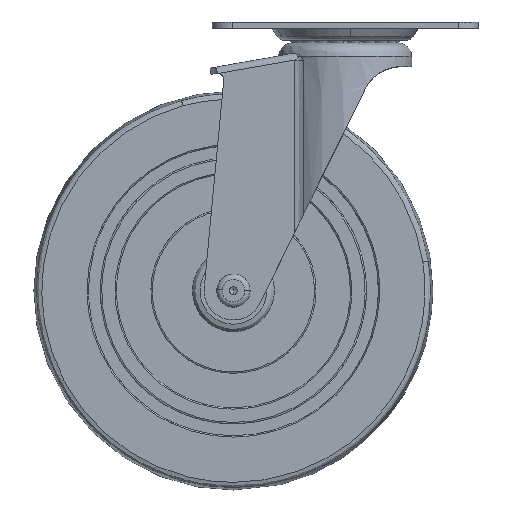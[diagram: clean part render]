
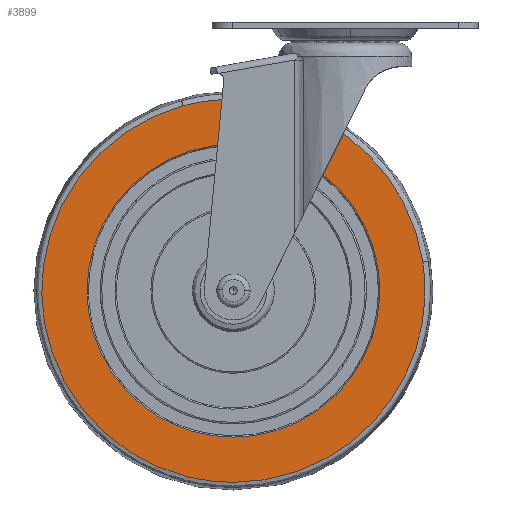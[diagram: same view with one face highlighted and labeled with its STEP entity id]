
A CAD part, front view. The second image highlights one B-rep face of the part: STEP entity #3899.
In plain terms, the highlighted free-form (B-spline) face has degree [1, 1] with [2, 2] control points.
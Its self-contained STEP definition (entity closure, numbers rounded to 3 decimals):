
#1563=CARTESIAN_POINT('',(52.137,-13.5,-17.515));
#1564=VERTEX_POINT('',#1563);
#1565=CARTESIAN_POINT('',(0.0,-13.5,55.));
#1566=VERTEX_POINT('',#1565);
#1567=CARTESIAN_POINT('',(52.137,-13.5,-17.515));
#1568=CARTESIAN_POINT('',(55.,-13.5,-8.992));
#1569=CARTESIAN_POINT('',(55.,-13.5,0.));
#1570=CARTESIAN_POINT('',(55.,-13.5,55.));
#1571=CARTESIAN_POINT('',(0.0,-13.5,55.));
#1579=(BOUNDED_CURVE()B_SPLINE_CURVE(2,(#1567,#1568,#1569,#1570,#1571),.UNSPECIFIED.,.F.,.U.)B_SPLINE_CURVE_WITH_KNOTS((3,2,3),(0.196,0.25,0.5),.UNSPECIFIED.)CURVE()GEOMETRIC_REPRESENTATION_ITEM()RATIONAL_B_SPLINE_CURVE((0.901,0.937,1.0,0.707,1.0))REPRESENTATION_ITEM(''));
#1580=EDGE_CURVE('',#1564,#1566,#1579,.T.);
#1582=CARTESIAN_POINT('',(-23.418,-13.5,-49.765));
#1583=VERTEX_POINT('',#1582);
#1584=CARTESIAN_POINT('',(0.0,-13.5,55.));
#1585=CARTESIAN_POINT('',(-55.,-13.5,55.));
#1586=CARTESIAN_POINT('',(-55.,-13.5,0.));
#1587=CARTESIAN_POINT('',(-55.,-13.5,-34.904));
#1588=CARTESIAN_POINT('',(-23.418,-13.5,-49.765));
#1596=(BOUNDED_CURVE()B_SPLINE_CURVE(2,(#1584,#1585,#1586,#1587,#1588),.UNSPECIFIED.,.F.,.U.)B_SPLINE_CURVE_WITH_KNOTS((3,2,3),(0.5,0.75,0.928),.UNSPECIFIED.)CURVE()GEOMETRIC_REPRESENTATION_ITEM()RATIONAL_B_SPLINE_CURVE((1.0,0.707,1.0,0.792,0.88))REPRESENTATION_ITEM(''));
#1597=EDGE_CURVE('',#1566,#1583,#1596,.T.);
#1669=CARTESIAN_POINT('',(0.0,-13.5,-55.));
#1670=VERTEX_POINT('',#1669);
#1671=CARTESIAN_POINT('',(0.0,-13.5,-55.));
#1672=CARTESIAN_POINT('',(39.544,-13.5,-55.));
#1673=CARTESIAN_POINT('',(52.137,-13.5,-17.515));
#1681=(BOUNDED_CURVE()B_SPLINE_CURVE(2,(#1671,#1672,#1673),.UNSPECIFIED.,.F.,.U.)B_SPLINE_CURVE_WITH_KNOTS((3,3),(0.0,0.196),.UNSPECIFIED.)CURVE()GEOMETRIC_REPRESENTATION_ITEM()RATIONAL_B_SPLINE_CURVE((1.0,0.771,0.901))REPRESENTATION_ITEM(''));
#1682=EDGE_CURVE('',#1670,#1564,#1681,.T.);
#1688=CARTESIAN_POINT('',(-23.418,-13.5,-49.765));
#1689=CARTESIAN_POINT('',(-12.294,-13.5,-55.));
#1690=CARTESIAN_POINT('',(0.0,-13.5,-55.));
#1698=(BOUNDED_CURVE()B_SPLINE_CURVE(2,(#1688,#1689,#1690),.UNSPECIFIED.,.F.,.U.)B_SPLINE_CURVE_WITH_KNOTS((3,3),(0.928,1.0),.UNSPECIFIED.)CURVE()GEOMETRIC_REPRESENTATION_ITEM()RATIONAL_B_SPLINE_CURVE((0.88,0.915,1.0))REPRESENTATION_ITEM(''));
#1699=EDGE_CURVE('',#1583,#1670,#1698,.T.);
#3586=CARTESIAN_POINT('',(-18.968,-13.5,69.478));
#3587=VERTEX_POINT('',#3586);
#3588=CARTESIAN_POINT('',(0.0,-13.5,-72.021));
#3589=VERTEX_POINT('',#3588);
#3590=CARTESIAN_POINT('',(-18.968,-13.5,69.478));
#3591=CARTESIAN_POINT('',(-72.021,-13.5,54.994));
#3592=CARTESIAN_POINT('',(-72.021,-13.5,0.));
#3593=CARTESIAN_POINT('',(-72.021,-13.5,-72.021));
#3594=CARTESIAN_POINT('',(0.0,-13.5,-72.021));
#3602=(BOUNDED_CURVE()B_SPLINE_CURVE(2,(#3590,#3591,#3592,#3593,#3594),.UNSPECIFIED.,.F.,.U.)B_SPLINE_CURVE_WITH_KNOTS((3,2,3),(0.545,0.75,1.0),.UNSPECIFIED.)CURVE()GEOMETRIC_REPRESENTATION_ITEM()RATIONAL_B_SPLINE_CURVE((0.914,0.76,1.0,0.707,1.0))REPRESENTATION_ITEM(''));
#3603=EDGE_CURVE('',#3587,#3589,#3602,.T.);
#3669=CARTESIAN_POINT('',(71.203,-13.5,10.819));
#3670=VERTEX_POINT('',#3669);
#3684=CARTESIAN_POINT('',(0.0,-13.5,-72.021));
#3685=CARTESIAN_POINT('',(72.021,-13.5,-72.021));
#3686=CARTESIAN_POINT('',(72.021,-13.5,0.));
#3687=CARTESIAN_POINT('',(72.021,-13.5,5.441));
#3688=CARTESIAN_POINT('',(71.203,-13.5,10.819));
#3696=(BOUNDED_CURVE()B_SPLINE_CURVE(2,(#3684,#3685,#3686,#3687,#3688),.UNSPECIFIED.,.F.,.U.)B_SPLINE_CURVE_WITH_KNOTS((3,2,3),(0.0,0.25,0.276),.UNSPECIFIED.)CURVE()GEOMETRIC_REPRESENTATION_ITEM()RATIONAL_B_SPLINE_CURVE((1.0,0.707,1.0,0.97,0.946))REPRESENTATION_ITEM(''));
#3697=EDGE_CURVE('',#3589,#3670,#3696,.T.);
#3725=CARTESIAN_POINT('',(0.0,-13.5,72.021));
#3726=VERTEX_POINT('',#3725);
#3727=CARTESIAN_POINT('',(0.0,-13.5,72.021));
#3728=CARTESIAN_POINT('',(-9.655,-13.5,72.021));
#3729=CARTESIAN_POINT('',(-18.968,-13.5,69.478));
#3737=(BOUNDED_CURVE()B_SPLINE_CURVE(2,(#3727,#3728,#3729),.UNSPECIFIED.,.F.,.U.)B_SPLINE_CURVE_WITH_KNOTS((3,3),(0.5,0.545),.UNSPECIFIED.)CURVE()GEOMETRIC_REPRESENTATION_ITEM()RATIONAL_B_SPLINE_CURVE((1.0,0.947,0.914))REPRESENTATION_ITEM(''));
#3738=EDGE_CURVE('',#3726,#3587,#3737,.T.);
#3740=CARTESIAN_POINT('',(71.203,-13.5,10.819));
#3741=CARTESIAN_POINT('',(61.904,-13.5,72.021));
#3742=CARTESIAN_POINT('',(0.0,-13.5,72.021));
#3750=(BOUNDED_CURVE()B_SPLINE_CURVE(2,(#3740,#3741,#3742),.UNSPECIFIED.,.F.,.U.)B_SPLINE_CURVE_WITH_KNOTS((3,3),(0.276,0.5),.UNSPECIFIED.)CURVE()GEOMETRIC_REPRESENTATION_ITEM()RATIONAL_B_SPLINE_CURVE((0.946,0.737,1.0))REPRESENTATION_ITEM(''));
#3751=EDGE_CURVE('',#3670,#3726,#3750,.T.);
#3882=CARTESIAN_POINT('',(-79.162,-13.5,79.215));
#3883=CARTESIAN_POINT('',(-79.162,-13.5,-79.215));
#3884=CARTESIAN_POINT('',(79.196,-13.5,79.215));
#3885=CARTESIAN_POINT('',(79.196,-13.5,-79.215));
#3886=B_SPLINE_SURFACE_WITH_KNOTS('',1,1,((#3882,#3884),(#3883,#3885)),.UNSPECIFIED.,.F.,.F.,.U.,(2,2),(2,2),(0.0,158.431),(0.0,158.357),.UNSPECIFIED.);
#3887=ORIENTED_EDGE('',*,*,#3697,.T.);
#3888=ORIENTED_EDGE('',*,*,#3751,.T.);
#3889=ORIENTED_EDGE('',*,*,#3738,.T.);
#3890=ORIENTED_EDGE('',*,*,#3603,.T.);
#3891=EDGE_LOOP('',(#3887,#3888,#3889,#3890));
#3892=FACE_OUTER_BOUND('',#3891,.T.);
#3893=ORIENTED_EDGE('',*,*,#1597,.F.);
#3894=ORIENTED_EDGE('',*,*,#1580,.F.);
#3895=ORIENTED_EDGE('',*,*,#1682,.F.);
#3896=ORIENTED_EDGE('',*,*,#1699,.F.);
#3897=EDGE_LOOP('',(#3893,#3894,#3895,#3896));
#3898=FACE_BOUND('',#3897,.T.);
#3899=ADVANCED_FACE('',(#3892,#3898),#3886,.T.);
